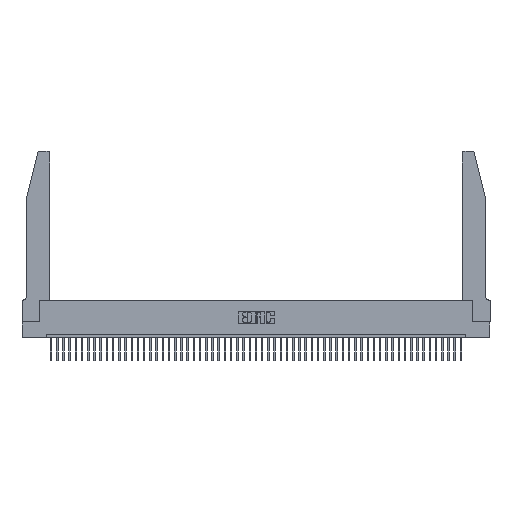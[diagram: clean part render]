
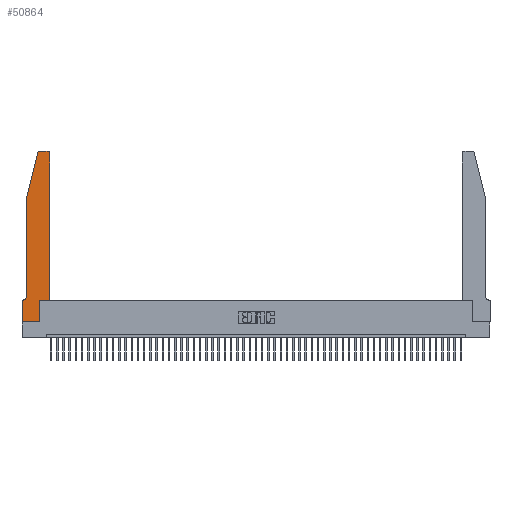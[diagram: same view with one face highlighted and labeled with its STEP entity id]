
A CAD part, top view. The second image highlights one B-rep face of the part: STEP entity #50864.
In plain terms, the highlighted planar face has unit normal (0, 0, 1).
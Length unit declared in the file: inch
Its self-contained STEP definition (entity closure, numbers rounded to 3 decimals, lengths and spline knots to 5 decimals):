
#274 = EDGE_CURVE ( 'NONE', #22587, #38743, #13046, .T. ) ;
#486 = VERTEX_POINT ( 'NONE', #23665 ) ;
#731 = CARTESIAN_POINT ( 'NONE',  ( 0.0755, 2., 0.37 ) ) ;
#979 = VECTOR ( 'NONE', #36962, 39.37008 ) ;
#1452 = VERTEX_POINT ( 'NONE', #12086 ) ;
#1734 = CIRCLE ( 'NONE', #49608, 0.03 ) ;
#3346 = CARTESIAN_POINT ( 'NONE',  ( 0.0755, 2., 0.37 ) ) ;
#4188 = LINE ( 'NONE', #4485, #43645 ) ;
#4372 = VERTEX_POINT ( 'NONE', #40498 ) ;
#4485 = CARTESIAN_POINT ( 'NONE',  ( 0.4505, 0.35, 0.37 ) ) ;
#4785 = DIRECTION ( 'NONE',  ( 1., 0., 0. ) ) ;
#5224 = DIRECTION ( 'NONE',  ( 0., 0., -1. ) ) ;
#5333 = CARTESIAN_POINT ( 'NONE',  ( 0., 0.35, 0.37 ) ) ;
#5412 = VERTEX_POINT ( 'NONE', #47445 ) ;
#5561 = EDGE_CURVE ( 'NONE', #20460, #44657, #1734, .T. ) ;
#5852 = DIRECTION ( 'NONE',  ( 1., 0., 0. ) ) ;
#6281 = EDGE_CURVE ( 'NONE', #32863, #20460, #41741, .T. ) ;
#6548 = CARTESIAN_POINT ( 'NONE',  ( 0., 0.35, 0.37 ) ) ;
#6639 = CARTESIAN_POINT ( 'NONE',  ( 0.4505, 0.35, 0.37 ) ) ;
#7460 = VERTEX_POINT ( 'NONE', #6548 ) ;
#8278 = ORIENTED_EDGE ( 'NONE', *, *, #8532, .T. ) ;
#8532 = EDGE_CURVE ( 'NONE', #38743, #37769, #35865, .T. ) ;
#8704 = DIRECTION ( 'NONE',  ( 1., 0., 0. ) ) ;
#9901 = LINE ( 'NONE', #12245, #20515 ) ;
#10363 = EDGE_CURVE ( 'NONE', #37769, #4372, #43939, .T. ) ;
#10583 = VECTOR ( 'NONE', #47260, 39.37008 ) ;
#11548 = DIRECTION ( 'NONE',  ( -1., 0., 0. ) ) ;
#11620 = LINE ( 'NONE', #21160, #979 ) ;
#12086 = CARTESIAN_POINT ( 'NONE',  ( 0.2865, 0., 0.37 ) ) ;
#12245 = CARTESIAN_POINT ( 'NONE',  ( 0., 0., 0.37 ) ) ;
#13046 = LINE ( 'NONE', #3346, #10583 ) ;
#13282 = DIRECTION ( 'NONE',  ( 1., 0., 0. ) ) ;
#13370 = VECTOR ( 'NONE', #23573, 39.37008 ) ;
#13562 = CIRCLE ( 'NONE', #40345, 0.03 ) ;
#14619 = DIRECTION ( 'NONE',  ( 0., -1., 0. ) ) ;
#14622 = CARTESIAN_POINT ( 'NONE',  ( 0.2865, 0.35, 0.37 ) ) ;
#16225 = ORIENTED_EDGE ( 'NONE', *, *, #39221, .T. ) ;
#17888 = PLANE ( 'NONE',  #33220 ) ;
#18455 = CARTESIAN_POINT ( 'NONE',  ( 0.0755, 0.42, 0.37 ) ) ;
#18463 = CARTESIAN_POINT ( 'NONE',  ( 0.0755, 2., 0.37 ) ) ;
#18593 = ORIENTED_EDGE ( 'NONE', *, *, #10363, .T. ) ;
#18838 = DIRECTION ( 'NONE',  ( 0., 1., 0. ) ) ;
#18982 = EDGE_CURVE ( 'NONE', #4372, #7460, #38291, .T. ) ;
#19170 = CARTESIAN_POINT ( 'NONE',  ( 0., 0., 0.37 ) ) ;
#20460 = VERTEX_POINT ( 'NONE', #26705 ) ;
#20515 = VECTOR ( 'NONE', #8704, 39.37008 ) ;
#20896 = CARTESIAN_POINT ( 'NONE',  ( 0.0055, 0.42, 0.37 ) ) ;
#21154 = EDGE_CURVE ( 'NONE', #44192, #1452, #9901, .T. ) ;
#21160 = CARTESIAN_POINT ( 'NONE',  ( 0.2605, 2.75, 0.37 ) ) ;
#21575 = CARTESIAN_POINT ( 'NONE',  ( 0.4505, 0.35, 0.37 ) ) ;
#22587 = VERTEX_POINT ( 'NONE', #42609 ) ;
#22799 = ORIENTED_EDGE ( 'NONE', *, *, #6281, .T. ) ;
#23573 = DIRECTION ( 'NONE',  ( 0., -1., 0. ) ) ;
#23665 = CARTESIAN_POINT ( 'NONE',  ( 0.2865, 0.35, 0.37 ) ) ;
#25375 = ORIENTED_EDGE ( 'NONE', *, *, #30145, .T. ) ;
#26051 = CARTESIAN_POINT ( 'NONE',  ( 0.284, 2.72, 0.37 ) ) ;
#26705 = CARTESIAN_POINT ( 'NONE',  ( 0.4505, 2.72, 0.37 ) ) ;
#27372 = VECTOR ( 'NONE', #50247, 39.37008 ) ;
#29771 = ORIENTED_EDGE ( 'NONE', *, *, #18982, .T. ) ;
#30145 = EDGE_CURVE ( 'NONE', #486, #32863, #4188, .T. ) ;
#31246 = EDGE_CURVE ( 'NONE', #7460, #44192, #36601, .T. ) ;
#31732 = CARTESIAN_POINT ( 'NONE',  ( 0.4205, 2.72, 0.37 ) ) ;
#32863 = VERTEX_POINT ( 'NONE', #21575 ) ;
#33220 = AXIS2_PLACEMENT_3D ( 'NONE', #5333, #33441, #5852 ) ;
#33363 = DIRECTION ( 'NONE',  ( 1., 0., 0. ) ) ;
#33441 = DIRECTION ( 'NONE',  ( 0., 0., 1. ) ) ;
#33770 = EDGE_LOOP ( 'NONE', ( #42039, #16225, #48180, #8278, #18593, #29771, #37159, #51767, #42264, #25375, #22799, #50006 ) ) ;
#34490 = VECTOR ( 'NONE', #11548, 39.37008 ) ;
#34908 = AXIS2_PLACEMENT_3D ( 'NONE', #20896, #5224, #40930 ) ;
#35865 = LINE ( 'NONE', #18463, #46586 ) ;
#36601 = LINE ( 'NONE', #19170, #13370 ) ;
#36755 = CARTESIAN_POINT ( 'NONE',  ( 0., 0., 0.37 ) ) ;
#36962 = DIRECTION ( 'NONE',  ( -1., 0., 0. ) ) ;
#37159 = ORIENTED_EDGE ( 'NONE', *, *, #31246, .T. ) ;
#37769 = VERTEX_POINT ( 'NONE', #18455 ) ;
#38291 = LINE ( 'NONE', #41736, #34490 ) ;
#38743 = VERTEX_POINT ( 'NONE', #731 ) ;
#39221 = EDGE_CURVE ( 'NONE', #5412, #22587, #13562, .T. ) ;
#40345 = AXIS2_PLACEMENT_3D ( 'NONE', #26051, #41854, #33363 ) ;
#40498 = CARTESIAN_POINT ( 'NONE',  ( 0.0055, 0.35, 0.37 ) ) ;
#40930 = DIRECTION ( 'NONE',  ( -1., 0., 0. ) ) ;
#41736 = CARTESIAN_POINT ( 'NONE',  ( 0.0755, 0.35, 0.37 ) ) ;
#41741 = LINE ( 'NONE', #6639, #27372 ) ;
#41854 = DIRECTION ( 'NONE',  ( 0., 0., 1. ) ) ;
#42039 = ORIENTED_EDGE ( 'NONE', *, *, #48853, .T. ) ;
#42264 = ORIENTED_EDGE ( 'NONE', *, *, #48461, .T. ) ;
#42609 = CARTESIAN_POINT ( 'NONE',  ( 0.25487, 2.72718, 0.37 ) ) ;
#43547 = DIRECTION ( 'NONE',  ( 0., 0., 1. ) ) ;
#43645 = VECTOR ( 'NONE', #4785, 39.37008 ) ;
#43939 = CIRCLE ( 'NONE', #34908, 0.07 ) ;
#44192 = VERTEX_POINT ( 'NONE', #36755 ) ;
#44657 = VERTEX_POINT ( 'NONE', #47566 ) ;
#45471 = LINE ( 'NONE', #14622, #49246 ) ;
#46586 = VECTOR ( 'NONE', #14619, 39.37008 ) ;
#47260 = DIRECTION ( 'NONE',  ( -0.239, -0.971, 0. ) ) ;
#47445 = CARTESIAN_POINT ( 'NONE',  ( 0.284, 2.75, 0.37 ) ) ;
#47566 = CARTESIAN_POINT ( 'NONE',  ( 0.4205, 2.75, 0.37 ) ) ;
#48180 = ORIENTED_EDGE ( 'NONE', *, *, #274, .T. ) ;
#48461 = EDGE_CURVE ( 'NONE', #1452, #486, #45471, .T. ) ;
#48853 = EDGE_CURVE ( 'NONE', #44657, #5412, #11620, .T. ) ;
#49246 = VECTOR ( 'NONE', #18838, 39.37008 ) ;
#49608 = AXIS2_PLACEMENT_3D ( 'NONE', #31732, #43547, #13282 ) ;
#50006 = ORIENTED_EDGE ( 'NONE', *, *, #5561, .T. ) ;
#50247 = DIRECTION ( 'NONE',  ( 0., 1., 0. ) ) ;
#50864 = ADVANCED_FACE ( 'NONE', ( #50935 ), #17888, .T. ) ;
#50935 = FACE_OUTER_BOUND ( 'NONE', #33770, .T. ) ;
#51767 = ORIENTED_EDGE ( 'NONE', *, *, #21154, .T. ) ;
